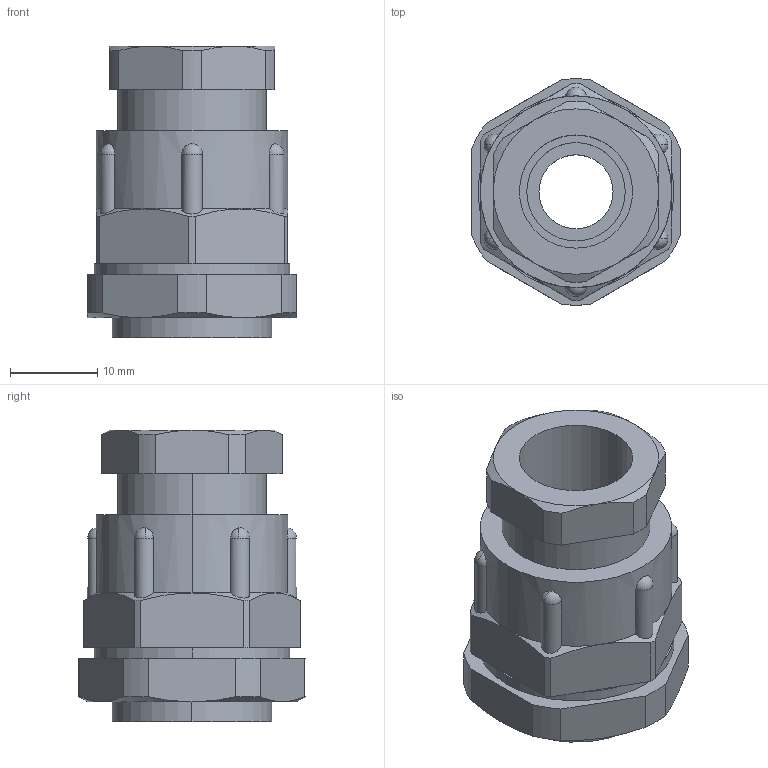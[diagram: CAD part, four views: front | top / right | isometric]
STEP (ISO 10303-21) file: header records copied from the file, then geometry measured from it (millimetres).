
FILE_DESCRIPTION (( 'STEP AP214' ), '1' );
FILE_NAME ('YSA30-08-11-54-K41 Ñàëüíèê PGL 11 äèàìåòð ïðîâîäíèêà 6-7ìì IP54 ÈÝÊ.STEP', '2016-09-27T08:53:00', ( '' ), ( '' ), 'SwSTEP 2.0', 'SolidWorks 2014', '' );
FILE_SCHEMA (( 'AUTOMOTIVE_DESIGN' ));
Length unit declared in the file: millimetre
Products named in the file (1): YSA30-08-11-54-K41 Ñàëüíèê PGL 11 äèàìåòð ïðîâîäíèêà 6-7ìì IP54 ÈÝÊ
Bounding box: 24 x 25.98 x 33.5 mm (x, y, z)
Volume: 8157.6 mm3; surface area: 7898.2 mm2
Topology: 6 solids, 6 shells, 173 faces, 427 edges, 276 vertices
Faces by surface type: plane 70, cylinder 56, cone 18, bspline 17, torus 12
Entity records: 6490 total; most frequent: CARTESIAN_POINT 2384, ORIENTED_EDGE 854, DIRECTION 787, EDGE_CURVE 427, AXIS2_PLACEMENT_3D 291, VERTEX_POINT 276, LINE 205, VECTOR 205
